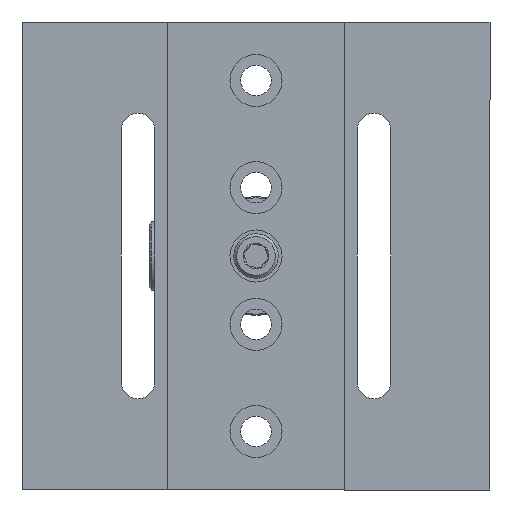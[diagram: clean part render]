
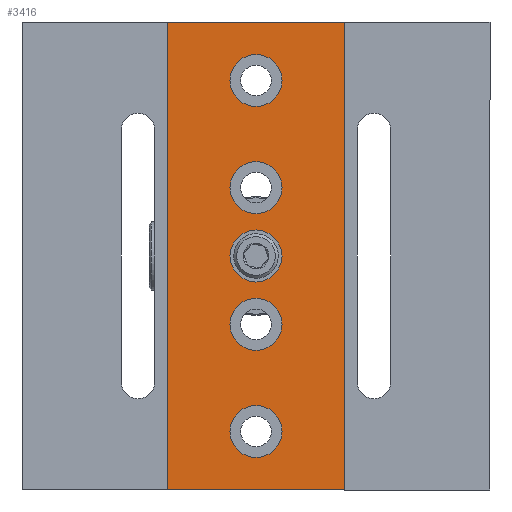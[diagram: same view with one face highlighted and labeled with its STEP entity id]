
A CAD part, front view. The second image highlights one B-rep face of the part: STEP entity #3416.
In plain terms, the highlighted planar face has unit normal (0, -1, 0).
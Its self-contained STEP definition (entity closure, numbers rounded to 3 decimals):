
#21 = VECTOR ( 'NONE', #7418, 1000. ) ;
#578 = EDGE_CURVE ( 'NONE', #5902, #8279, #2939, .T. ) ;
#627 = LINE ( 'NONE', #2839, #1201 ) ;
#751 = EDGE_CURVE ( 'NONE', #1951, #1951, #1851, .T. ) ;
#934 = CARTESIAN_POINT ( 'NONE',  ( -11.18, 0.8, -5.904 ) ) ;
#941 = ORIENTED_EDGE ( 'NONE', *, *, #751, .F. ) ;
#948 = CARTESIAN_POINT ( 'NONE',  ( -30.18, 0.8, 29.496 ) ) ;
#1029 = FACE_BOUND ( 'NONE', #8406, .T. ) ;
#1117 = CARTESIAN_POINT ( 'NONE',  ( -11.18, 0.8, -58.004 ) ) ;
#1201 = VECTOR ( 'NONE', #6272, 1000. ) ;
#1290 = CARTESIAN_POINT ( 'NONE',  ( -11.18, 0.8, -40.661 ) ) ;
#1327 = EDGE_LOOP ( 'NONE', ( #3440, #2640, #5532, #6581 ) ) ;
#1527 = EDGE_LOOP ( 'NONE', ( #8722 ) ) ;
#1534 = PLANE ( 'NONE',  #4559 ) ;
#1726 = FACE_BOUND ( 'NONE', #4649, .T. ) ;
#1779 = LINE ( 'NONE', #4616, #21 ) ;
#1851 = CIRCLE ( 'NONE', #6740, 5.556 ) ;
#1882 = AXIS2_PLACEMENT_3D ( 'NONE', #1117, #6234, #2748 ) ;
#1951 = VERTEX_POINT ( 'NONE', #1290 ) ;
#1961 = CARTESIAN_POINT ( 'NONE',  ( -30.18, 0.8, -70.504 ) ) ;
#2052 = EDGE_CURVE ( 'NONE', #3525, #3525, #6900, .T. ) ;
#2136 = CARTESIAN_POINT ( 'NONE',  ( 7.82, 0.8, 29.496 ) ) ;
#2214 = VECTOR ( 'NONE', #3639, 1000. ) ;
#2249 = CARTESIAN_POINT ( 'NONE',  ( -30.18, 0.8, -70.504 ) ) ;
#2261 = VERTEX_POINT ( 'NONE', #3602 ) ;
#2288 = LINE ( 'NONE', #948, #2214 ) ;
#2316 = AXIS2_PLACEMENT_3D ( 'NONE', #4652, #7358, #3815 ) ;
#2345 = CIRCLE ( 'NONE', #4581, 5.556 ) ;
#2517 = CARTESIAN_POINT ( 'NONE',  ( -30.18, 0.8, 29.496 ) ) ;
#2520 = EDGE_CURVE ( 'NONE', #5612, #5612, #7187, .T. ) ;
#2625 = CIRCLE ( 'NONE', #1882, 5.556 ) ;
#2640 = ORIENTED_EDGE ( 'NONE', *, *, #578, .F. ) ;
#2748 = DIRECTION ( 'NONE',  ( 0., 0., -1. ) ) ;
#2839 = CARTESIAN_POINT ( 'NONE',  ( -30.18, 0.8, -70.504 ) ) ;
#2939 = LINE ( 'NONE', #2249, #6588 ) ;
#2973 = FACE_BOUND ( 'NONE', #7856, .T. ) ;
#3157 = VERTEX_POINT ( 'NONE', #2136 ) ;
#3416 = ADVANCED_FACE ( 'NONE', ( #7272, #2973, #1029, #1726, #5897, #5220 ), #1534, .F. ) ;
#3440 = ORIENTED_EDGE ( 'NONE', *, *, #7529, .T. ) ;
#3525 = VERTEX_POINT ( 'NONE', #4348 ) ;
#3575 = ORIENTED_EDGE ( 'NONE', *, *, #2052, .F. ) ;
#3602 = CARTESIAN_POINT ( 'NONE',  ( 7.82, 0.8, -70.504 ) ) ;
#3639 = DIRECTION ( 'NONE',  ( -1., 0., 0. ) ) ;
#3705 = EDGE_CURVE ( 'NONE', #7072, #7072, #2625, .T. ) ;
#3771 = DIRECTION ( 'NONE',  ( 0., -1., 0. ) ) ;
#3815 = DIRECTION ( 'NONE',  ( 0., 0., -1. ) ) ;
#3869 = DIRECTION ( 'NONE',  ( 0., 0., 1. ) ) ;
#4052 = DIRECTION ( 'NONE',  ( 0., 0., -1. ) ) ;
#4348 = CARTESIAN_POINT ( 'NONE',  ( -11.18, 0.8, 11.439 ) ) ;
#4357 = DIRECTION ( 'NONE',  ( 0., 1., 0. ) ) ;
#4452 = ORIENTED_EDGE ( 'NONE', *, *, #4497, .F. ) ;
#4497 = EDGE_CURVE ( 'NONE', #9005, #9005, #2345, .T. ) ;
#4559 = AXIS2_PLACEMENT_3D ( 'NONE', #8609, #4357, #3869 ) ;
#4581 = AXIS2_PLACEMENT_3D ( 'NONE', #934, #3771, #6585 ) ;
#4616 = CARTESIAN_POINT ( 'NONE',  ( 7.82, 0.8, -70.504 ) ) ;
#4649 = EDGE_LOOP ( 'NONE', ( #4941 ) ) ;
#4652 = CARTESIAN_POINT ( 'NONE',  ( -11.18, 0.8, 16.996 ) ) ;
#4779 = CARTESIAN_POINT ( 'NONE',  ( -11.18, 0.8, -11.461 ) ) ;
#4941 = ORIENTED_EDGE ( 'NONE', *, *, #3705, .F. ) ;
#4974 = DIRECTION ( 'NONE',  ( 0., -1., 0. ) ) ;
#5220 = FACE_OUTER_BOUND ( 'NONE', #1327, .T. ) ;
#5532 = ORIENTED_EDGE ( 'NONE', *, *, #8838, .F. ) ;
#5612 = VERTEX_POINT ( 'NONE', #7164 ) ;
#5753 = CARTESIAN_POINT ( 'NONE',  ( -11.18, 0.8, -63.561 ) ) ;
#5897 = FACE_BOUND ( 'NONE', #7503, .T. ) ;
#5902 = VERTEX_POINT ( 'NONE', #1961 ) ;
#6173 = DIRECTION ( 'NONE',  ( 0., -1., 0. ) ) ;
#6234 = DIRECTION ( 'NONE',  ( 0., -1., 0. ) ) ;
#6272 = DIRECTION ( 'NONE',  ( -1., 0., 0. ) ) ;
#6581 = ORIENTED_EDGE ( 'NONE', *, *, #8214, .T. ) ;
#6585 = DIRECTION ( 'NONE',  ( 0., 0., -1. ) ) ;
#6588 = VECTOR ( 'NONE', #8530, 1000. ) ;
#6611 = AXIS2_PLACEMENT_3D ( 'NONE', #7592, #6173, #4052 ) ;
#6740 = AXIS2_PLACEMENT_3D ( 'NONE', #9111, #4974, #7821 ) ;
#6900 = CIRCLE ( 'NONE', #2316, 5.556 ) ;
#7072 = VERTEX_POINT ( 'NONE', #5753 ) ;
#7164 = CARTESIAN_POINT ( 'NONE',  ( -11.18, 0.8, -26.061 ) ) ;
#7187 = CIRCLE ( 'NONE', #6611, 5.556 ) ;
#7272 = FACE_BOUND ( 'NONE', #1527, .T. ) ;
#7358 = DIRECTION ( 'NONE',  ( 0., -1., 0. ) ) ;
#7418 = DIRECTION ( 'NONE',  ( 0., 0., 1. ) ) ;
#7503 = EDGE_LOOP ( 'NONE', ( #3575 ) ) ;
#7529 = EDGE_CURVE ( 'NONE', #3157, #8279, #2288, .T. ) ;
#7592 = CARTESIAN_POINT ( 'NONE',  ( -11.18, 0.8, -20.504 ) ) ;
#7821 = DIRECTION ( 'NONE',  ( 0., 0., -1. ) ) ;
#7856 = EDGE_LOOP ( 'NONE', ( #4452 ) ) ;
#8214 = EDGE_CURVE ( 'NONE', #2261, #3157, #1779, .T. ) ;
#8279 = VERTEX_POINT ( 'NONE', #2517 ) ;
#8406 = EDGE_LOOP ( 'NONE', ( #941 ) ) ;
#8530 = DIRECTION ( 'NONE',  ( 0., 0., 1. ) ) ;
#8609 = CARTESIAN_POINT ( 'NONE',  ( -30.18, 0.8, -70.504 ) ) ;
#8722 = ORIENTED_EDGE ( 'NONE', *, *, #2520, .F. ) ;
#8838 = EDGE_CURVE ( 'NONE', #2261, #5902, #627, .T. ) ;
#9005 = VERTEX_POINT ( 'NONE', #4779 ) ;
#9111 = CARTESIAN_POINT ( 'NONE',  ( -11.18, 0.8, -35.104 ) ) ;
